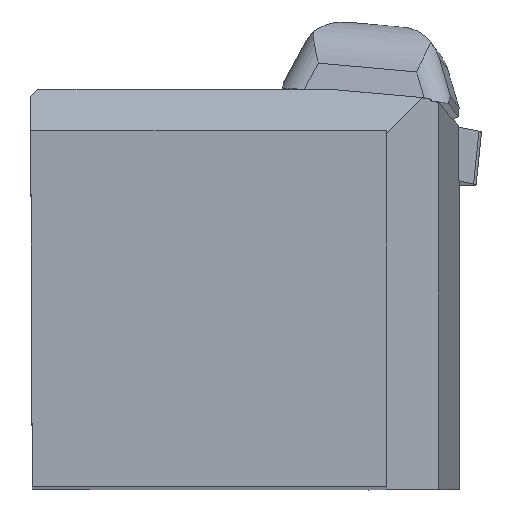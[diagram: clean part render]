
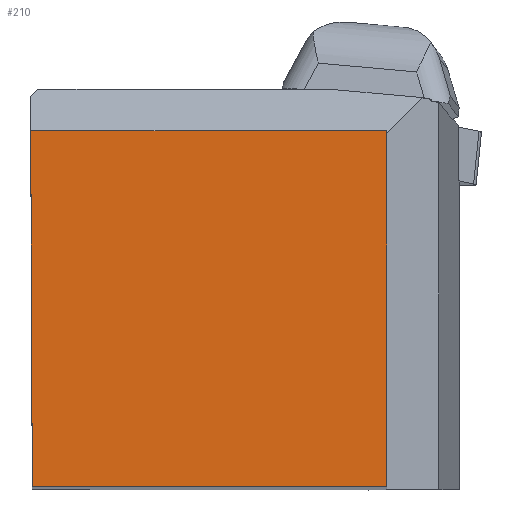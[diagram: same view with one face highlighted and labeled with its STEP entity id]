
A CAD part, top view. The second image highlights one B-rep face of the part: STEP entity #210.
In plain terms, the highlighted planar face has unit normal (0, 0, 1).
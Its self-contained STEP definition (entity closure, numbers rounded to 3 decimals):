
#146=FACE_OUTER_BOUND('',#600,.T.);
#210=ADVANCED_FACE('BLANK_BOXF006',(#146),#268,.F.);
#268=PLANE('',#1424);
#362=LINE('',#2075,#494);
#363=LINE('',#2078,#495);
#364=LINE('',#2080,#496);
#365=LINE('',#2082,#497);
#494=VECTOR('',#1644,1.);
#495=VECTOR('',#1645,1.);
#496=VECTOR('',#1646,1.);
#497=VECTOR('',#1647,1.);
#600=EDGE_LOOP('',(#764,#765,#766,#767));
#764=ORIENTED_EDGE('',*,*,#1194,.T.);
#765=ORIENTED_EDGE('',*,*,#1195,.T.);
#766=ORIENTED_EDGE('',*,*,#1196,.T.);
#767=ORIENTED_EDGE('',*,*,#1197,.T.);
#1060=VERTEX_POINT('',#2076);
#1061=VERTEX_POINT('',#2077);
#1062=VERTEX_POINT('',#2079);
#1063=VERTEX_POINT('',#2081);
#1194=EDGE_CURVE('',#1060,#1061,#362,.T.);
#1195=EDGE_CURVE('',#1061,#1062,#363,.T.);
#1196=EDGE_CURVE('',#1062,#1063,#364,.T.);
#1197=EDGE_CURVE('',#1063,#1060,#365,.T.);
#1424=AXIS2_PLACEMENT_3D('',#2083,#1648,#1649);
#1644=DIRECTION('',(0.,1.,0.));
#1645=DIRECTION('',(-1.,0.,0.));
#1646=DIRECTION('',(0.004,-1.,0.));
#1647=DIRECTION('',(1.,0.,0.));
#1648=DIRECTION('',(0.,0.,-1.));
#1649=DIRECTION('',(1.,0.,0.));
#2075=CARTESIAN_POINT('',(31.85,-183.35,0.));
#2076=CARTESIAN_POINT('',(31.85,0.,0.));
#2077=CARTESIAN_POINT('',(31.85,31.85,0.));
#2078=CARTESIAN_POINT('',(183.35,31.85,0.));
#2079=CARTESIAN_POINT('',(0.,31.85,0.));
#2080=CARTESIAN_POINT('',(-0.661,183.348,0.));
#2081=CARTESIAN_POINT('',(0.139,0.,0.));
#2082=CARTESIAN_POINT('',(-183.35,0.,0.));
#2083=CARTESIAN_POINT('',(52.35,-5.,0.));
